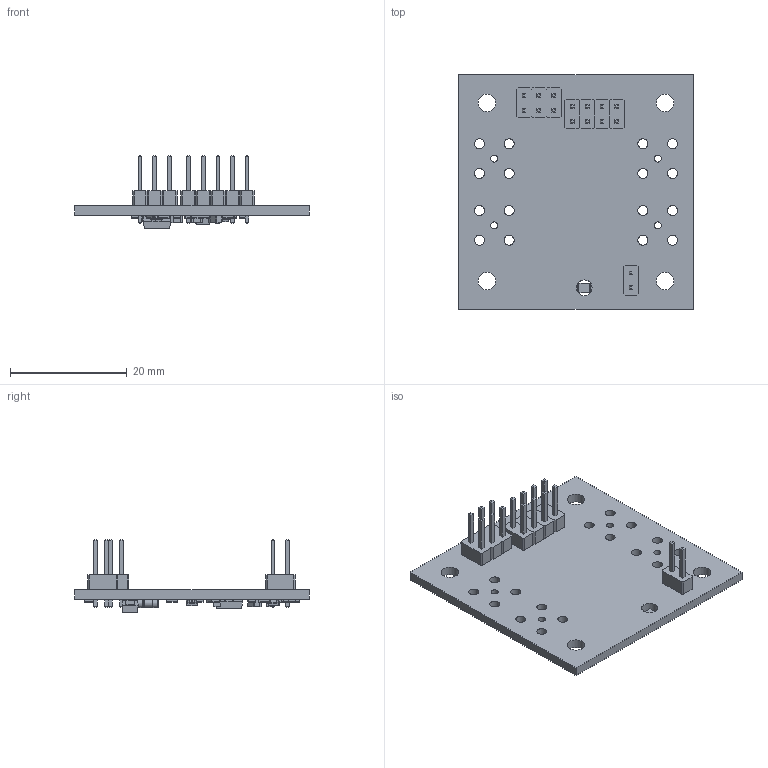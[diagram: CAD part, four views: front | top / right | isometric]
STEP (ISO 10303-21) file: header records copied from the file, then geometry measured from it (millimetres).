
FILE_DESCRIPTION(('KiCad electronic assembly'),'2;1');
FILE_NAME('RFSWITCH01.step','2023-07-20T11:58:14',('Pcbnew'),('Kicad'), 'Open CASCADE STEP processor 7.5','KiCad to STEP converter','Unknown' );
FILE_SCHEMA(('AUTOMOTIVE_DESIGN { 1 0 10303 214 1 1 1 1 }'));
Length unit declared in the file: millimetre
Products named in the file (22): RFSWITCH01 1; PinHeader_2x01_P2.54mm_Vertical; SOLID; PinHeader_2x03_P2.54mm_Vertical; R_0805_2012Metric; D_SMA; SOT-363_SC-70-6; SOT-89-3; COMPOUND; D_MiniMELF; SOT-353_SC-70-5; LED_1206_3216Metric; L_0805_2012Metric; tmpy4s6xzj0 PCB
Assembly tree (47 placements, depth 3):
  RFSWITCH01 1
    PinHeader_2x01_P2.54mm_Vertical  x5
      SOLID
    PinHeader_2x03_P2.54mm_Vertical
      SOLID
    R_0805_2012Metric  x19
      SOLID
    D_SMA
      SOLID
    SOT-363_SC-70-6  x2
      SOLID
    SOT-89-3
      COMPOUND
    D_MiniMELF  x2
      SOLID
    SOT-353_SC-70-5
      SOLID
    LED_1206_3216Metric
      SOLID
    L_0805_2012Metric  x3
      SOLID
    tmpy4s6xzj0 PCB
Bounding box: 40.13 x 40.13 x 12.44 mm (x, y, z)
Volume: 2822.3 mm3; surface area: 4827.8 mm2
Topology: 41 solids, 41 shells, 1484 faces, 3657 edges, 2304 vertices
Faces by surface type: plane 1061, cylinder 320, bspline 99, revolution 4
Full cylindrical faces by diameter (mm): 0.7 x1, 0.889 x16, 1.2 x4, 1.35 x4, 1.4 x6, 1.7 x16, 2.7 x1, 3 x4
Entity records: 43795 total; most frequent: CARTESIAN_POINT 7809, DIRECTION 5816, LINE 3981, VECTOR 3981, ORIENTED_EDGE 3132, PCURVE 3132, DEFINITIONAL_REPRESENTATION 3132, EDGE_CURVE 1566
